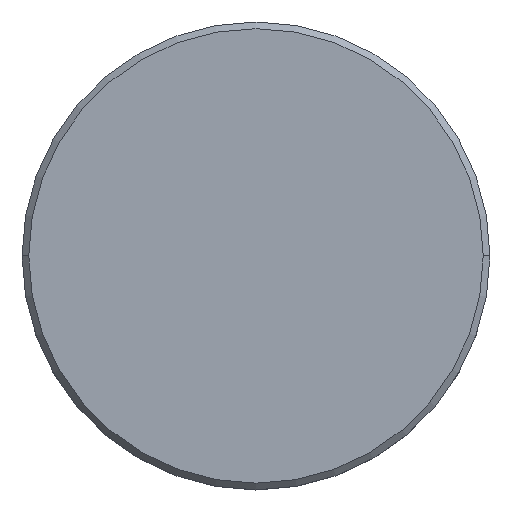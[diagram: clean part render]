
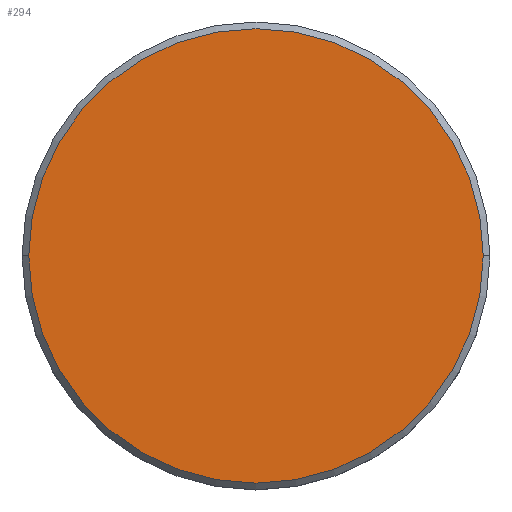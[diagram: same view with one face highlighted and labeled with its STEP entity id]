
A CAD part, top view. The second image highlights one B-rep face of the part: STEP entity #294.
In plain terms, the highlighted planar face has unit normal (0, 0, 1).
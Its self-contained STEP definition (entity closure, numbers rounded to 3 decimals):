
#4 = CARTESIAN_POINT ( 'NONE',  ( 17., 0., 0. ) ) ;
#5 = CARTESIAN_POINT ( 'NONE',  ( 0., 0., 0. ) ) ;
#81 = DIRECTION ( 'NONE',  ( 0., 0., 1. ) ) ;
#110 = AXIS2_PLACEMENT_3D ( 'NONE', #5, #996, #484 ) ;
#126 = AXIS2_PLACEMENT_3D ( 'NONE', #722, #81, #814 ) ;
#131 = VERTEX_POINT ( 'NONE', #245 ) ;
#156 = VERTEX_POINT ( 'NONE', #4 ) ;
#169 = AXIS2_PLACEMENT_3D ( 'NONE', #661, #291, #491 ) ;
#171 = FACE_OUTER_BOUND ( 'NONE', #350, .T. ) ;
#245 = CARTESIAN_POINT ( 'NONE',  ( -17., 0., 0. ) ) ;
#291 = DIRECTION ( 'NONE',  ( 0., 0., 1. ) ) ;
#294 = ADVANCED_FACE ( 'NONE', ( #171 ), #978, .T. ) ;
#350 = EDGE_LOOP ( 'NONE', ( #702, #466 ) ) ;
#351 = CIRCLE ( 'NONE', #169, 17. ) ;
#466 = ORIENTED_EDGE ( 'NONE', *, *, #935, .T. ) ;
#484 = DIRECTION ( 'NONE',  ( 1., 0., 0. ) ) ;
#491 = DIRECTION ( 'NONE',  ( 1., 0., 0. ) ) ;
#503 = CIRCLE ( 'NONE', #110, 17. ) ;
#661 = CARTESIAN_POINT ( 'NONE',  ( 0., 0., 0. ) ) ;
#702 = ORIENTED_EDGE ( 'NONE', *, *, #922, .T. ) ;
#722 = CARTESIAN_POINT ( 'NONE',  ( 0., 0., 0. ) ) ;
#814 = DIRECTION ( 'NONE',  ( 1., 0., 0. ) ) ;
#922 = EDGE_CURVE ( 'NONE', #131, #156, #351, .T. ) ;
#935 = EDGE_CURVE ( 'NONE', #156, #131, #503, .T. ) ;
#978 = PLANE ( 'NONE',  #126 ) ;
#996 = DIRECTION ( 'NONE',  ( 0., 0., 1. ) ) ;
